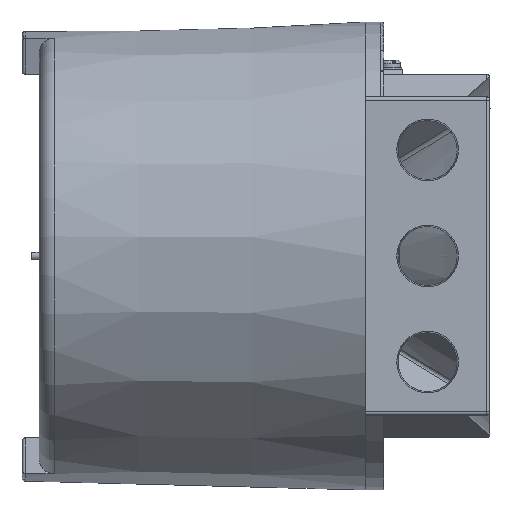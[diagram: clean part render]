
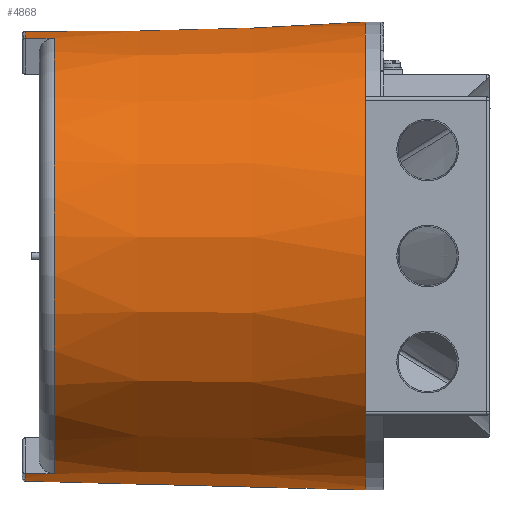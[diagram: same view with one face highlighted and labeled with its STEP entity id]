
A CAD part, left-side view. The second image highlights one B-rep face of the part: STEP entity #4868.
In plain terms, the highlighted conical face has half-angle 1.5 degrees and reference radius 75 mm.
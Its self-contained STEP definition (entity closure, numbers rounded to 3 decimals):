
#27=ELLIPSE('',#5340,4723.689,109.062);
#28=ELLIPSE('',#5342,4722.996,109.047);
#29=ELLIPSE('',#5344,4724.539,109.08);
#30=ELLIPSE('',#5346,4720.328,108.99);
#205=CONICAL_SURFACE('',#5337,75.,0.026);
#389=CIRCLE('',#5338,75.);
#390=CIRCLE('',#5339,72.145);
#391=CIRCLE('',#5341,72.391);
#392=CIRCLE('',#5343,72.145);
#393=CIRCLE('',#5345,72.391);
#394=CIRCLE('',#5347,72.145);
#395=CIRCLE('',#5348,75.);
#716=FACE_OUTER_BOUND('',#994,.T.);
#994=EDGE_LOOP('',(#3858,#3859,#3860,#3861,#3862,#3863,#3864,#3865,#3866,
#3867,#3868,#3869,#3870));
#1290=LINE('',#10022,#1631);
#1631=VECTOR('',#6362,75.);
#2138=VERTEX_POINT('',#10018);
#2139=VERTEX_POINT('',#10019);
#2140=VERTEX_POINT('',#10021);
#2141=VERTEX_POINT('',#10023);
#2142=VERTEX_POINT('',#10025);
#2143=VERTEX_POINT('',#10027);
#2144=VERTEX_POINT('',#10029);
#2145=VERTEX_POINT('',#10031);
#2146=VERTEX_POINT('',#10033);
#2147=VERTEX_POINT('',#10035);
#2148=VERTEX_POINT('',#10037);
#2813=EDGE_CURVE('',#2138,#2139,#389,.T.);
#2814=EDGE_CURVE('',#2139,#2140,#1290,.T.);
#2815=EDGE_CURVE('',#2140,#2141,#390,.T.);
#2816=EDGE_CURVE('',#2142,#2141,#27,.T.);
#2817=EDGE_CURVE('',#2142,#2143,#391,.T.);
#2818=EDGE_CURVE('',#2144,#2143,#28,.T.);
#2819=EDGE_CURVE('',#2144,#2145,#392,.T.);
#2820=EDGE_CURVE('',#2146,#2145,#29,.T.);
#2821=EDGE_CURVE('',#2146,#2147,#393,.T.);
#2822=EDGE_CURVE('',#2148,#2147,#30,.T.);
#2823=EDGE_CURVE('',#2148,#2140,#394,.T.);
#2824=EDGE_CURVE('',#2139,#2138,#395,.T.);
#3858=ORIENTED_EDGE('',*,*,#2813,.T.);
#3859=ORIENTED_EDGE('',*,*,#2814,.T.);
#3860=ORIENTED_EDGE('',*,*,#2815,.T.);
#3861=ORIENTED_EDGE('',*,*,#2816,.F.);
#3862=ORIENTED_EDGE('',*,*,#2817,.T.);
#3863=ORIENTED_EDGE('',*,*,#2818,.F.);
#3864=ORIENTED_EDGE('',*,*,#2819,.T.);
#3865=ORIENTED_EDGE('',*,*,#2820,.F.);
#3866=ORIENTED_EDGE('',*,*,#2821,.T.);
#3867=ORIENTED_EDGE('',*,*,#2822,.F.);
#3868=ORIENTED_EDGE('',*,*,#2823,.T.);
#3869=ORIENTED_EDGE('',*,*,#2814,.F.);
#3870=ORIENTED_EDGE('',*,*,#2824,.T.);
#4868=ADVANCED_FACE('',(#716),#205,.T.);
#5337=AXIS2_PLACEMENT_3D('',#10017,#6358,#6359);
#5338=AXIS2_PLACEMENT_3D('',#10020,#6360,#6361);
#5339=AXIS2_PLACEMENT_3D('',#10024,#6363,#6364);
#5340=AXIS2_PLACEMENT_3D('',#10026,#6365,#6366);
#5341=AXIS2_PLACEMENT_3D('',#10028,#6367,#6368);
#5342=AXIS2_PLACEMENT_3D('',#10030,#6369,#6370);
#5343=AXIS2_PLACEMENT_3D('',#10032,#6371,#6372);
#5344=AXIS2_PLACEMENT_3D('',#10034,#6373,#6374);
#5345=AXIS2_PLACEMENT_3D('',#10036,#6375,#6376);
#5346=AXIS2_PLACEMENT_3D('',#10038,#6377,#6378);
#5347=AXIS2_PLACEMENT_3D('',#10039,#6379,#6380);
#5348=AXIS2_PLACEMENT_3D('',#10040,#6381,#6382);
#6358=DIRECTION('center_axis',(0.,-1.,0.));
#6359=DIRECTION('ref_axis',(0.,0.,1.));
#6360=DIRECTION('center_axis',(0.,1.,0.));
#6361=DIRECTION('ref_axis',(0.,0.,1.));
#6362=DIRECTION('',(0.,1.,0.026));
#6363=DIRECTION('center_axis',(0.,-1.,0.));
#6364=DIRECTION('ref_axis',(0.,0.,-1.));
#6365=DIRECTION('center_axis',(0.965,0.035,0.259));
#6366=DIRECTION('ref_axis',(0.034,-0.999,0.009));
#6367=DIRECTION('center_axis',(0.,-1.,0.));
#6368=DIRECTION('ref_axis',(0.,0.,-1.));
#6369=DIRECTION('center_axis',(0.965,0.035,-0.259));
#6370=DIRECTION('ref_axis',(-0.034,0.999,0.009));
#6371=DIRECTION('center_axis',(0.,-1.,0.));
#6372=DIRECTION('ref_axis',(0.,0.,-1.));
#6373=DIRECTION('center_axis',(-0.965,0.035,-0.259));
#6374=DIRECTION('ref_axis',(0.034,0.999,0.009));
#6375=DIRECTION('center_axis',(0.,-1.,0.));
#6376=DIRECTION('ref_axis',(0.,0.,-1.));
#6377=DIRECTION('center_axis',(-0.965,0.035,0.259));
#6378=DIRECTION('ref_axis',(-0.034,-0.999,0.009));
#6379=DIRECTION('center_axis',(0.,-1.,0.));
#6380=DIRECTION('ref_axis',(0.,0.,-1.));
#6381=DIRECTION('center_axis',(0.,1.,0.));
#6382=DIRECTION('ref_axis',(0.,0.,1.));
#10017=CARTESIAN_POINT('Origin',(-7.143,18.61,-2.08));
#10018=CARTESIAN_POINT('',(-7.143,18.61,72.92));
#10019=CARTESIAN_POINT('',(-7.143,18.61,-77.08));
#10020=CARTESIAN_POINT('Origin',(-7.143,18.61,-2.08));
#10021=CARTESIAN_POINT('',(-7.143,127.636,-74.225));
#10022=CARTESIAN_POINT('',(-7.143,18.61,-77.08));
#10023=CARTESIAN_POINT('',(11.562,127.636,-71.758));
#10024=CARTESIAN_POINT('Origin',(-7.143,127.636,-2.08));
#10025=CARTESIAN_POINT('',(11.943,118.241,-71.91));
#10026=CARTESIAN_POINT('Origin',(112.268,-3411.872,29.966));
#10027=CARTESIAN_POINT('',(11.943,118.241,67.75));
#10028=CARTESIAN_POINT('Origin',(-7.143,118.241,-2.08));
#10029=CARTESIAN_POINT('',(11.562,127.636,67.598));
#10030=CARTESIAN_POINT('Origin',(112.25,-3411.215,-34.107));
#10031=CARTESIAN_POINT('',(-25.848,127.636,67.598));
#10032=CARTESIAN_POINT('Origin',(-7.143,127.636,-2.08));
#10033=CARTESIAN_POINT('',(-26.229,118.241,67.75));
#10034=CARTESIAN_POINT('Origin',(-126.577,-3412.693,-34.15));
#10035=CARTESIAN_POINT('',(-26.229,118.241,-71.91));
#10036=CARTESIAN_POINT('Origin',(-7.143,118.241,-2.08));
#10037=CARTESIAN_POINT('',(-25.848,127.636,-71.758));
#10038=CARTESIAN_POINT('Origin',(-126.463,-3408.657,29.873));
#10039=CARTESIAN_POINT('Origin',(-7.143,127.636,-2.08));
#10040=CARTESIAN_POINT('Origin',(-7.143,18.61,-2.08));
